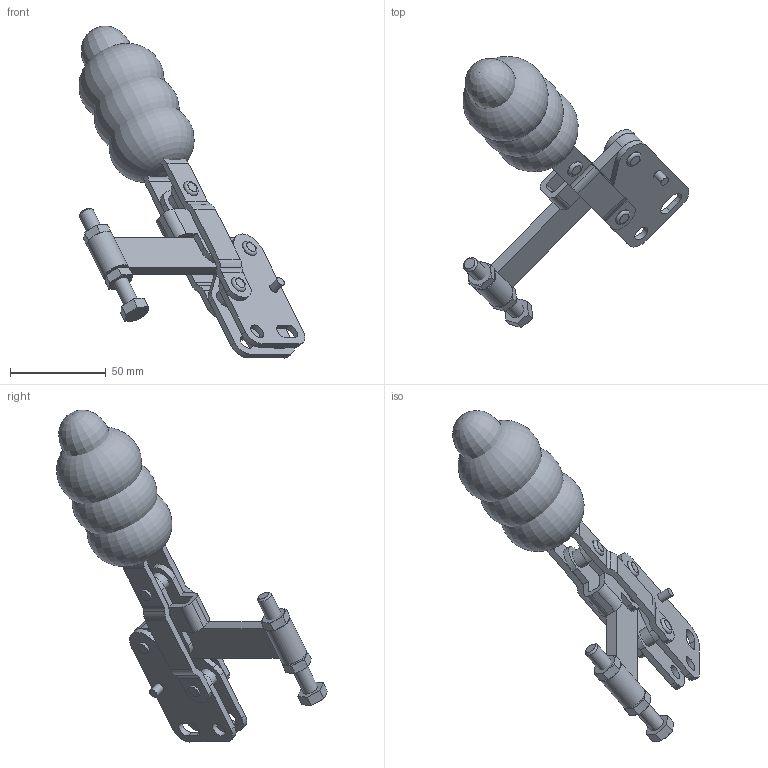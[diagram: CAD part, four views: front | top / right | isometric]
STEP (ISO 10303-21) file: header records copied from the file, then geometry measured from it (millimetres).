
FILE_DESCRIPTION(/* description */ ('Alibre Inc.'),/* implementation_level */ '2;1');
FILE_NAME(/* name */ 'export0',/* time_stamp */ '2012-02-17T12:06:48+01:00',/* author */ (''),/* organization */ (''),/* preprocessor_version */ 'ST-DEVELOPER v12',/* originating_system */ 'Alibre',/* authorisation */ '');
FILE_SCHEMA (('CONFIG_CONTROL_DESIGN'));
Length unit declared in the file: millimetre
Products named in the file (1): ID_1
Bounding box: 117.84 x 141.23 x 173.2 mm (x, y, z)
Volume: 179839.9 mm3; surface area: 69184.6 mm2
Topology: 20 solids, 20 shells, 233 faces, 568 edges, 376 vertices
Faces by surface type: plane 114, cylinder 90, cone 21, torus 7, revolution 1
Full cylindrical faces by diameter (mm): 4.76 x2, 4.763 x1, 6.31 x4, 6.37 x2, 6.375 x6, 6.425 x4, 6.8 x2, 8 x1, 8.05 x2, 8.2 x1, 8.8 x4, 9.51 x2, 9.55 x2, 9.58 x2, 9.71 x4, 14.288 x1, 20 x1
Entity records: 6218 total; most frequent: CARTESIAN_POINT 1143, ORIENTED_EDGE 990, DIRECTION 921, EDGE_CURVE 495, AXIS2_PLACEMENT_3D 404, VERTEX_POINT 353, EDGE_LOOP 342, FACE_BOUND 342
